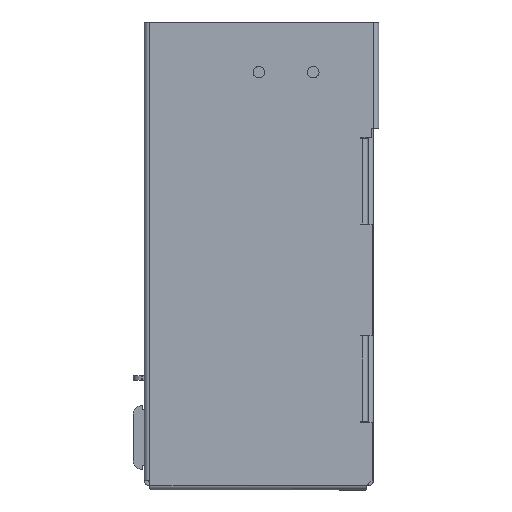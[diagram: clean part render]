
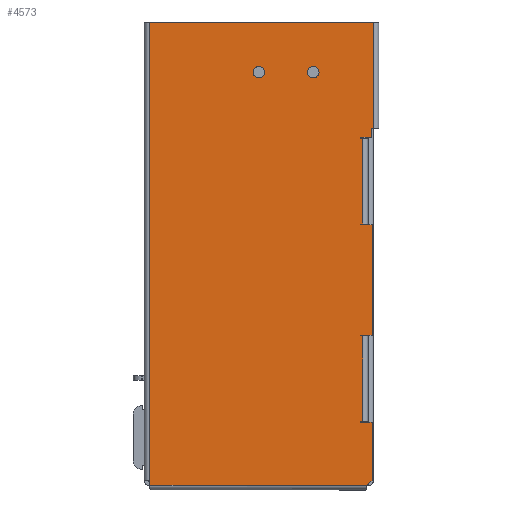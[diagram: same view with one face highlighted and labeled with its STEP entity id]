
A CAD part, top view. The second image highlights one B-rep face of the part: STEP entity #4573.
In plain terms, the highlighted planar face has unit normal (0, 0, 1).
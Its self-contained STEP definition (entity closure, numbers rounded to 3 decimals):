
#21=FACE_BOUND('',#450,.T.);
#22=FACE_BOUND('',#451,.T.);
#45=CIRCLE('',#4858,2.);
#46=CIRCLE('',#4859,2.);
#191=FACE_OUTER_BOUND('',#449,.T.);
#449=EDGE_LOOP('',(#3179,#3180,#3181,#3182,#3183,#3184,#3185,#3186,#3187,
#3188,#3189,#3190,#3191,#3192,#3193,#3194,#3195,#3196,#3197,#3198,#3199,
#3200,#3201,#3202));
#450=EDGE_LOOP('',(#3203));
#451=EDGE_LOOP('',(#3204));
#765=LINE('',#6593,#1363);
#773=LINE('',#6616,#1371);
#776=LINE('',#6620,#1374);
#777=LINE('',#6623,#1375);
#780=LINE('',#6629,#1378);
#781=LINE('',#6631,#1379);
#782=LINE('',#6633,#1380);
#783=LINE('',#6635,#1381);
#784=LINE('',#6637,#1382);
#785=LINE('',#6639,#1383);
#786=LINE('',#6641,#1384);
#787=LINE('',#6643,#1385);
#788=LINE('',#6645,#1386);
#789=LINE('',#6647,#1387);
#790=LINE('',#6649,#1388);
#791=LINE('',#6651,#1389);
#792=LINE('',#6653,#1390);
#793=LINE('',#6655,#1391);
#794=LINE('',#6657,#1392);
#795=LINE('',#6659,#1393);
#796=LINE('',#6661,#1394);
#797=LINE('',#6663,#1395);
#798=LINE('',#6665,#1396);
#799=LINE('',#6666,#1397);
#1363=VECTOR('',#5311,10.);
#1371=VECTOR('',#5337,10.);
#1374=VECTOR('',#5342,10.);
#1375=VECTOR('',#5345,10.);
#1378=VECTOR('',#5350,10.);
#1379=VECTOR('',#5351,10.);
#1380=VECTOR('',#5352,10.);
#1381=VECTOR('',#5353,10.);
#1382=VECTOR('',#5354,10.);
#1383=VECTOR('',#5355,10.);
#1384=VECTOR('',#5356,10.);
#1385=VECTOR('',#5357,10.);
#1386=VECTOR('',#5358,10.);
#1387=VECTOR('',#5359,10.);
#1388=VECTOR('',#5360,10.);
#1389=VECTOR('',#5361,10.);
#1390=VECTOR('',#5362,10.);
#1391=VECTOR('',#5363,10.);
#1392=VECTOR('',#5364,10.);
#1393=VECTOR('',#5365,10.);
#1394=VECTOR('',#5366,10.);
#1395=VECTOR('',#5367,10.);
#1396=VECTOR('',#5368,10.);
#1397=VECTOR('',#5369,10.);
#1933=VERTEX_POINT('',#6590);
#1934=VERTEX_POINT('',#6592);
#1939=VERTEX_POINT('',#6613);
#1940=VERTEX_POINT('',#6615);
#1941=VERTEX_POINT('',#6622);
#1943=VERTEX_POINT('',#6628);
#1944=VERTEX_POINT('',#6630);
#1945=VERTEX_POINT('',#6632);
#1946=VERTEX_POINT('',#6634);
#1947=VERTEX_POINT('',#6636);
#1948=VERTEX_POINT('',#6638);
#1949=VERTEX_POINT('',#6640);
#1950=VERTEX_POINT('',#6642);
#1951=VERTEX_POINT('',#6644);
#1952=VERTEX_POINT('',#6646);
#1953=VERTEX_POINT('',#6648);
#1954=VERTEX_POINT('',#6650);
#1955=VERTEX_POINT('',#6652);
#1956=VERTEX_POINT('',#6654);
#1957=VERTEX_POINT('',#6656);
#1958=VERTEX_POINT('',#6658);
#1959=VERTEX_POINT('',#6660);
#1960=VERTEX_POINT('',#6662);
#1961=VERTEX_POINT('',#6664);
#1962=VERTEX_POINT('',#6667);
#1963=VERTEX_POINT('',#6669);
#2378=EDGE_CURVE('',#1933,#1934,#765,.T.);
#2389=EDGE_CURVE('',#1940,#1939,#773,.T.);
#2392=EDGE_CURVE('',#1939,#1934,#776,.T.);
#2393=EDGE_CURVE('',#1941,#1940,#777,.T.);
#2396=EDGE_CURVE('',#1933,#1943,#780,.T.);
#2397=EDGE_CURVE('',#1943,#1944,#781,.T.);
#2398=EDGE_CURVE('',#1944,#1945,#782,.T.);
#2399=EDGE_CURVE('',#1945,#1946,#783,.T.);
#2400=EDGE_CURVE('',#1946,#1947,#784,.T.);
#2401=EDGE_CURVE('',#1948,#1947,#785,.T.);
#2402=EDGE_CURVE('',#1948,#1949,#786,.T.);
#2403=EDGE_CURVE('',#1949,#1950,#787,.T.);
#2404=EDGE_CURVE('',#1950,#1951,#788,.T.);
#2405=EDGE_CURVE('',#1951,#1952,#789,.T.);
#2406=EDGE_CURVE('',#1952,#1953,#790,.T.);
#2407=EDGE_CURVE('',#1953,#1954,#791,.T.);
#2408=EDGE_CURVE('',#1954,#1955,#792,.T.);
#2409=EDGE_CURVE('',#1956,#1955,#793,.T.);
#2410=EDGE_CURVE('',#1956,#1957,#794,.T.);
#2411=EDGE_CURVE('',#1957,#1958,#795,.T.);
#2412=EDGE_CURVE('',#1958,#1959,#796,.T.);
#2413=EDGE_CURVE('',#1959,#1960,#797,.T.);
#2414=EDGE_CURVE('',#1960,#1961,#798,.T.);
#2415=EDGE_CURVE('',#1961,#1941,#799,.T.);
#2416=EDGE_CURVE('',#1962,#1962,#45,.T.);
#2417=EDGE_CURVE('',#1963,#1963,#46,.T.);
#3179=ORIENTED_EDGE('',*,*,#2389,.T.);
#3180=ORIENTED_EDGE('',*,*,#2392,.T.);
#3181=ORIENTED_EDGE('',*,*,#2378,.F.);
#3182=ORIENTED_EDGE('',*,*,#2396,.T.);
#3183=ORIENTED_EDGE('',*,*,#2397,.T.);
#3184=ORIENTED_EDGE('',*,*,#2398,.T.);
#3185=ORIENTED_EDGE('',*,*,#2399,.T.);
#3186=ORIENTED_EDGE('',*,*,#2400,.T.);
#3187=ORIENTED_EDGE('',*,*,#2401,.F.);
#3188=ORIENTED_EDGE('',*,*,#2402,.T.);
#3189=ORIENTED_EDGE('',*,*,#2403,.T.);
#3190=ORIENTED_EDGE('',*,*,#2404,.T.);
#3191=ORIENTED_EDGE('',*,*,#2405,.T.);
#3192=ORIENTED_EDGE('',*,*,#2406,.T.);
#3193=ORIENTED_EDGE('',*,*,#2407,.T.);
#3194=ORIENTED_EDGE('',*,*,#2408,.T.);
#3195=ORIENTED_EDGE('',*,*,#2409,.F.);
#3196=ORIENTED_EDGE('',*,*,#2410,.T.);
#3197=ORIENTED_EDGE('',*,*,#2411,.T.);
#3198=ORIENTED_EDGE('',*,*,#2412,.T.);
#3199=ORIENTED_EDGE('',*,*,#2413,.T.);
#3200=ORIENTED_EDGE('',*,*,#2414,.T.);
#3201=ORIENTED_EDGE('',*,*,#2415,.T.);
#3202=ORIENTED_EDGE('',*,*,#2393,.T.);
#3203=ORIENTED_EDGE('',*,*,#2416,.T.);
#3204=ORIENTED_EDGE('',*,*,#2417,.T.);
#4351=PLANE('',#4857);
#4573=ADVANCED_FACE('',(#191,#21,#22),#4351,.T.);
#4857=AXIS2_PLACEMENT_3D('',#6627,#5348,#5349);
#4858=AXIS2_PLACEMENT_3D('',#6668,#5370,#5371);
#4859=AXIS2_PLACEMENT_3D('',#6670,#5372,#5373);
#5311=DIRECTION('',(0.,-1.,0.));
#5337=DIRECTION('',(0.,1.,0.));
#5342=DIRECTION('',(1.,0.,0.));
#5345=DIRECTION('',(1.,0.,0.));
#5348=DIRECTION('center_axis',(0.,0.,1.));
#5349=DIRECTION('ref_axis',(1.,0.,0.));
#5350=DIRECTION('',(-1.,0.,0.));
#5351=DIRECTION('',(0.,-1.,0.));
#5352=DIRECTION('',(0.174,-0.985,0.));
#5353=DIRECTION('',(1.,0.,0.));
#5354=DIRECTION('',(0.766,0.643,0.));
#5355=DIRECTION('',(0.,-1.,0.));
#5356=DIRECTION('',(-1.,0.,0.));
#5357=DIRECTION('',(0.,1.,0.));
#5358=DIRECTION('',(1.,0.,0.));
#5359=DIRECTION('',(0.,1.,0.));
#5360=DIRECTION('',(-1.,0.,0.));
#5361=DIRECTION('',(0.,1.,0.));
#5362=DIRECTION('',(1.,0.,0.));
#5363=DIRECTION('',(0.,-1.,0.));
#5364=DIRECTION('',(-1.,0.,0.));
#5365=DIRECTION('',(0.,1.,0.));
#5366=DIRECTION('',(1.,0.,0.));
#5367=DIRECTION('',(0.,1.,0.));
#5368=DIRECTION('',(-1.,0.,0.));
#5369=DIRECTION('',(0.,1.,0.));
#5370=DIRECTION('center_axis',(0.,0.,-1.));
#5371=DIRECTION('ref_axis',(-1.,0.,0.));
#5372=DIRECTION('center_axis',(0.,0.,-1.));
#5373=DIRECTION('ref_axis',(-1.,0.,0.));
#6590=CARTESIAN_POINT('',(80.1,160.,23.8));
#6592=CARTESIAN_POINT('',(80.1,122.852,23.8));
#6593=CARTESIAN_POINT('',(80.1,109.926,23.8));
#6613=CARTESIAN_POINT('',(79.35,122.852,23.8));
#6615=CARTESIAN_POINT('',(79.35,119.704,23.8));
#6616=CARTESIAN_POINT('',(79.35,101.426,23.8));
#6620=CARTESIAN_POINT('',(59.262,122.852,23.8));
#6622=CARTESIAN_POINT('',(75.55,119.704,23.8));
#6623=CARTESIAN_POINT('',(76.5,119.704,23.8));
#6627=CARTESIAN_POINT('Origin',(38.425,80.,23.8));
#6628=CARTESIAN_POINT('',(1.7,160.,23.8));
#6629=CARTESIAN_POINT('',(1.7,160.,23.8));
#6630=CARTESIAN_POINT('',(1.7,0.,23.8));
#6631=CARTESIAN_POINT('',(1.7,80.,23.8));
#6632=CARTESIAN_POINT('',(1.982,-1.6,23.8));
#6633=CARTESIAN_POINT('',(-4.587,35.654,23.8));
#6634=CARTESIAN_POINT('',(77.593,-1.6,23.8));
#6635=CARTESIAN_POINT('',(58.009,-1.6,23.8));
#6636=CARTESIAN_POINT('',(79.5,0.,23.8));
#6637=CARTESIAN_POINT('',(86.072,5.514,23.8));
#6638=CARTESIAN_POINT('',(79.5,20.3,23.8));
#6639=CARTESIAN_POINT('',(79.5,0.,23.8));
#6640=CARTESIAN_POINT('',(75.55,20.3,23.8));
#6641=CARTESIAN_POINT('',(56.987,20.3,23.8));
#6642=CARTESIAN_POINT('',(75.55,20.5,23.8));
#6643=CARTESIAN_POINT('',(75.55,50.25,23.8));
#6644=CARTESIAN_POINT('',(76.3,20.5,23.8));
#6645=CARTESIAN_POINT('',(57.462,20.5,23.8));
#6646=CARTESIAN_POINT('',(76.3,50.5,23.8));
#6647=CARTESIAN_POINT('',(76.3,65.25,23.8));
#6648=CARTESIAN_POINT('',(75.55,50.5,23.8));
#6649=CARTESIAN_POINT('',(56.987,50.5,23.8));
#6650=CARTESIAN_POINT('',(75.55,50.7,23.8));
#6651=CARTESIAN_POINT('',(75.55,65.35,23.8));
#6652=CARTESIAN_POINT('',(79.5,50.7,23.8));
#6653=CARTESIAN_POINT('',(76.5,50.7,23.8));
#6654=CARTESIAN_POINT('',(79.5,89.3,23.8));
#6655=CARTESIAN_POINT('',(79.5,50.7,23.8));
#6656=CARTESIAN_POINT('',(75.55,89.3,23.8));
#6657=CARTESIAN_POINT('',(56.987,89.3,23.8));
#6658=CARTESIAN_POINT('',(75.55,89.5,23.8));
#6659=CARTESIAN_POINT('',(75.55,84.75,23.8));
#6660=CARTESIAN_POINT('',(76.3,89.5,23.8));
#6661=CARTESIAN_POINT('',(57.462,89.5,23.8));
#6662=CARTESIAN_POINT('',(76.3,119.504,23.8));
#6663=CARTESIAN_POINT('',(76.3,99.752,23.8));
#6664=CARTESIAN_POINT('',(75.55,119.504,23.8));
#6665=CARTESIAN_POINT('',(56.987,119.504,23.8));
#6666=CARTESIAN_POINT('',(75.55,99.852,23.8));
#6667=CARTESIAN_POINT('',(42.,142.5,23.8));
#6668=CARTESIAN_POINT('Origin',(40.,142.5,23.8));
#6669=CARTESIAN_POINT('',(61.,142.5,23.8));
#6670=CARTESIAN_POINT('Origin',(59.,142.5,23.8));
